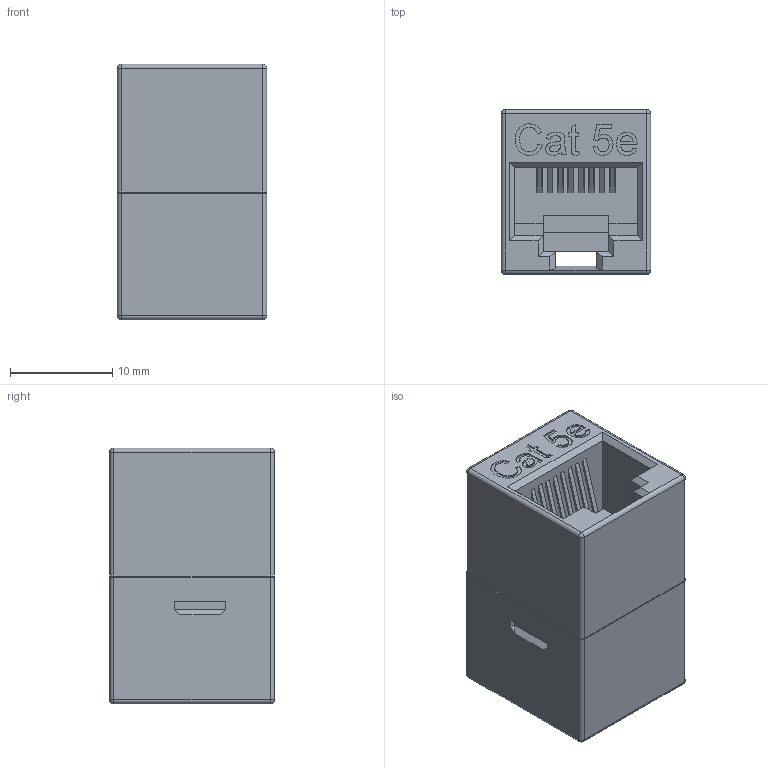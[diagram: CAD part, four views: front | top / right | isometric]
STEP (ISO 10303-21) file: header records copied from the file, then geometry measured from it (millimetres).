
FILE_DESCRIPTION (( 'STEP AP214' ), '1' );
FILE_NAME ('TDG1026KC5-MNL.STEP', '2018-05-01T18:54:08', ( '' ), ( '' ), 'SwSTEP 2.0', 'SolidWorks 2017', '' );
FILE_SCHEMA (( 'AUTOMOTIVE_DESIGN' ));
Length unit declared in the file: millimetre
Products named in the file (1): TDG1026KC5-MNL
Bounding box: 14.6 x 16.1 x 25 mm (x, y, z)
Volume: 3482.3 mm3; surface area: 3634.4 mm2
Topology: 1 solids, 1 shells, 391 faces, 1114 edges, 708 vertices
Faces by surface type: plane 263, bspline 100, cylinder 20, sphere 8
Entity records: 17322 total; most frequent: CARTESIAN_POINT 7790, ORIENTED_EDGE 2212, DIRECTION 1526, EDGE_CURVE 1106, LINE 862, VECTOR 862, VERTEX_POINT 708, EDGE_LOOP 432
